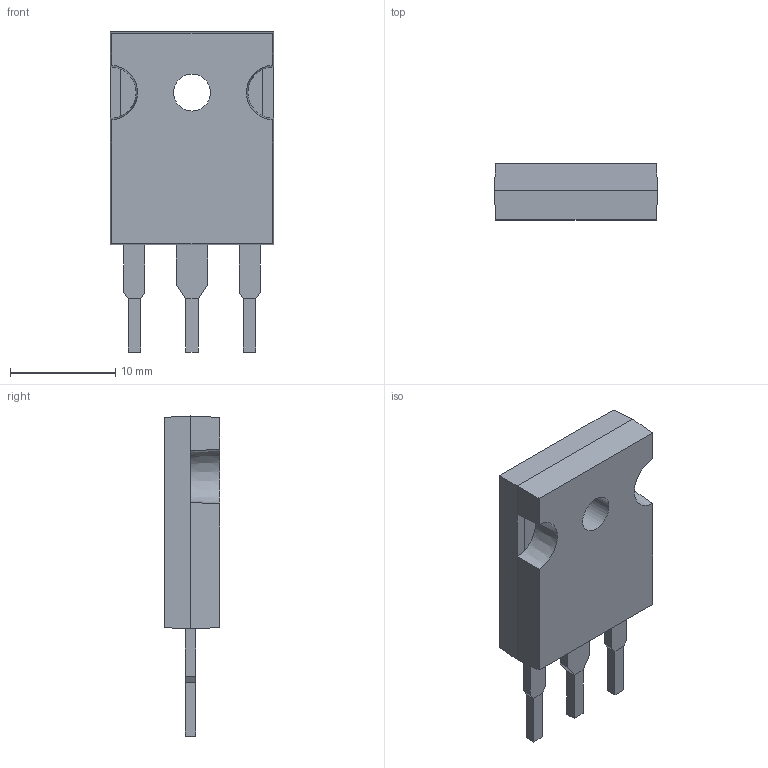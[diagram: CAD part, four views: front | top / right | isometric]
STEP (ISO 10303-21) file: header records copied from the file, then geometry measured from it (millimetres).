
FILE_DESCRIPTION((''),'2;1');
FILE_NAME('TO-247AC-V.stp','2010-04-01T13:11:51',(''),(''),'Mechanical Desktop 2010','Mechanical Desktop 2010',', , ');
FILE_SCHEMA(('AUTOMOTIVE_DESIGN { 1 2 10303 214 1 1 1 1 }'));
Length unit declared in the file: millimetre
Products named in the file (1): Product
Bounding box: 15.5 x 5.3 x 30.35 mm (x, y, z)
Volume: 1582.8 mm3; surface area: 2167.3 mm2
Topology: 10 solids, 10 shells, 82 faces, 187 edges, 125 vertices
Faces by surface type: plane 72, cylinder 8, cone 2
Entity records: 2346 total; most frequent: CARTESIAN_POINT 406, ORIENTED_EDGE 372, DIRECTION 370, EDGE_CURVE 186, VECTOR 162, LINE 162, VERTEX_POINT 124, AXIS2_PLACEMENT_3D 104
